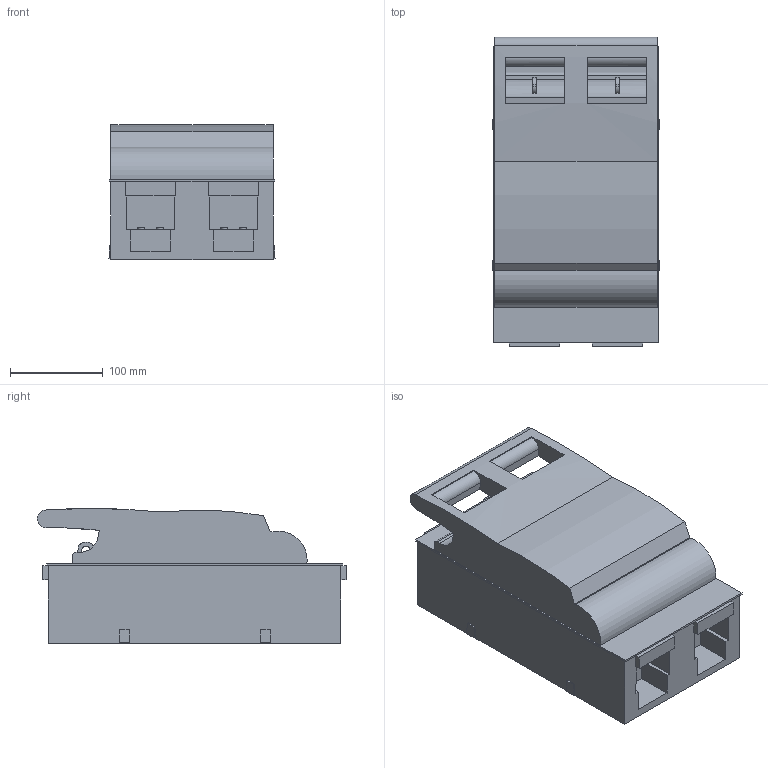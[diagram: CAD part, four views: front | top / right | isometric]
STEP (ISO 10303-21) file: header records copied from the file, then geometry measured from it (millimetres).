
FILE_DESCRIPTION((''),'2;1');
FILE_NAME('1SEP600127R0001_SIMPLE_MODEL','2017-05-18T',('FIMIPAA5'),(''),'CREO PARAMETRIC BY PTC INC, 2016380','CREO PARAMETRIC BY PTC INC, 2016380','');
FILE_SCHEMA(('CONFIG_CONTROL_DESIGN'));
Length unit declared in the file: millimetre
Products named in the file (1): 1SEP600127R0001_SIMPLE_MODEL
Bounding box: 179 x 333.27 x 145.57 mm (x, y, z)
Volume: 6184333.5 mm3; surface area: 337739.7 mm2
Topology: 1 solids, 1 shells, 210 faces, 529 edges, 350 vertices
Faces by surface type: plane 147, cylinder 61, extrusion 2
Entity records: 6590 total; most frequent: CARTESIAN_POINT 1369, ORIENTED_EDGE 1058, DIRECTION 1057, EDGE_CURVE 529, VECTOR 389, LINE 387, VERTEX_POINT 350, AXIS2_PLACEMENT_3D 334
